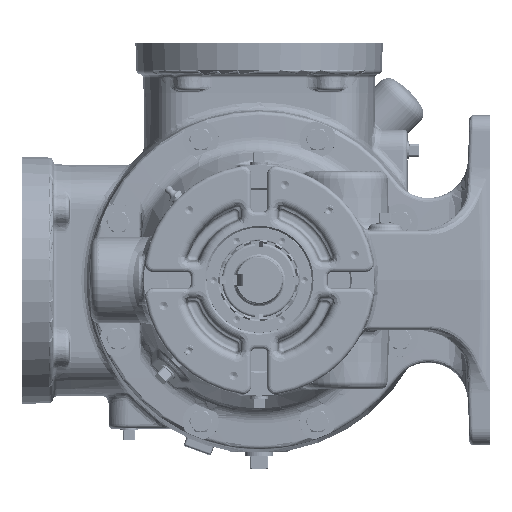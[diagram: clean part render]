
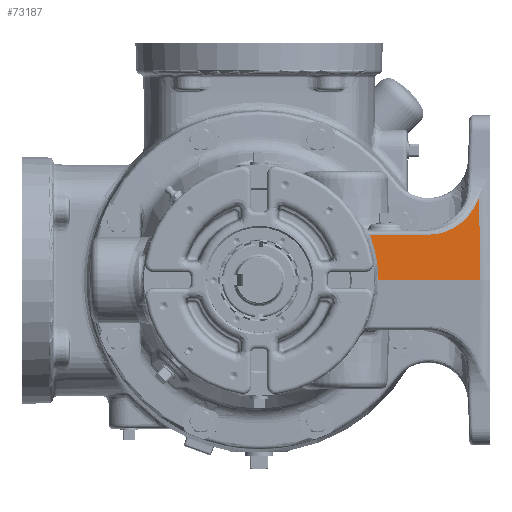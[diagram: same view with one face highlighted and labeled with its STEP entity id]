
A CAD part, left-side view. The second image highlights one B-rep face of the part: STEP entity #73187.
In plain terms, the highlighted planar face has unit normal (-0.642, -0.766, 0.035).
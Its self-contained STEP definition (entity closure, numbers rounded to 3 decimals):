
#7791 = VERTEX_POINT ( 'NONE', #258539 ) ;
#9943 = EDGE_CURVE ( 'NONE', #234418, #233987, #246191, .T. ) ;
#20022 = LINE ( 'NONE', #115620, #286569 ) ;
#20510 = EDGE_CURVE ( 'NONE', #88614, #234418, #20022, .T. ) ;
#25541 = ORIENTED_EDGE ( 'NONE', *, *, #230689, .T. ) ;
#42506 =( BOUNDED_CURVE ( )  B_SPLINE_CURVE ( 3, ( #223822, #203428, #104748, #107835 ),
 .UNSPECIFIED., .F., .F. ) 
 B_SPLINE_CURVE_WITH_KNOTS ( ( 4, 4 ),
 ( 2.829, 3.183 ),
 .UNSPECIFIED. ) 
 CURVE ( )  GEOMETRIC_REPRESENTATION_ITEM ( )  RATIONAL_B_SPLINE_CURVE ( ( 1., 0.99, 0.99, 1. ) ) 
 REPRESENTATION_ITEM ( '' )  );
#43469 = EDGE_LOOP ( 'NONE', ( #25541, #272296, #54293, #156408, #265709 ) ) ;
#54293 = ORIENTED_EDGE ( 'NONE', *, *, #20510, .T. ) ;
#67024 = DIRECTION ( 'NONE',  ( 0.766, -0.643, 0. ) ) ;
#73187 = ADVANCED_FACE ( 'Defeatured_0_3612', ( #139417 ), #234939, .T. ) ;
#84474 = EDGE_CURVE ( 'NONE', #7791, #88614, #42506, .T. ) ;
#88614 = VERTEX_POINT ( 'NONE', #109758 ) ;
#92401 = CARTESIAN_POINT ( 'NONE',  ( -136.924, -183.017, 0. ) ) ;
#100146 = AXIS2_PLACEMENT_3D ( 'NONE', #92401, #187992, #281992 ) ;
#103612 = CARTESIAN_POINT ( 'NONE',  ( -197.121, -130.903, 35.158 ) ) ;
#104748 = CARTESIAN_POINT ( 'NONE',  ( -244.95, -91.824, 12.04 ) ) ;
#105122 = CARTESIAN_POINT ( 'NONE',  ( -148.925, -168.971, 87.223 ) ) ;
#107835 = CARTESIAN_POINT ( 'NONE',  ( -245.542, -91.876, 0. ) ) ;
#109758 = CARTESIAN_POINT ( 'NONE',  ( -245.542, -91.876, 0. ) ) ;
#115620 = CARTESIAN_POINT ( 'NONE',  ( -136.924, -183.017, 0. ) ) ;
#123830 = VECTOR ( 'NONE', #296282, 1000. ) ;
#134878 = VECTOR ( 'NONE', #141307, 1000. ) ;
#138745 = EDGE_CURVE ( 'NONE', #233987, #185006, #206350, .T. ) ;
#139417 = FACE_OUTER_BOUND ( 'NONE', #43469, .T. ) ;
#141307 = DIRECTION ( 'NONE',  ( -0.766, 0.643, 0. ) ) ;
#147044 = CARTESIAN_POINT ( 'NONE',  ( -151.971, -170.391, 0. ) ) ;
#156408 = ORIENTED_EDGE ( 'NONE', *, *, #9943, .T. ) ;
#164820 = LINE ( 'NONE', #235279, #134878 ) ;
#185006 = VERTEX_POINT ( 'NONE', #212162 ) ;
#187992 = DIRECTION ( 'NONE',  ( -0.642, -0.766, 0.035 ) ) ;
#196110 = CARTESIAN_POINT ( 'NONE',  ( -159.408, -162.074, 45.545 ) ) ;
#199192 = CARTESIAN_POINT ( 'NONE',  ( -149.757, -169.359, 63.389 ) ) ;
#203428 = CARTESIAN_POINT ( 'NONE',  ( -246.892, -89.654, 23.882 ) ) ;
#206350 =( BOUNDED_CURVE ( )  B_SPLINE_CURVE ( 3, ( #199192, #196110, #271289, #103612 ),
 .UNSPECIFIED., .F., .T. ) 
 B_SPLINE_CURVE_WITH_KNOTS ( ( 4, 4 ),
 ( 3.583, 4.658 ),
 .UNSPECIFIED. ) 
 CURVE ( )  GEOMETRIC_REPRESENTATION_ITEM ( )  RATIONAL_B_SPLINE_CURVE ( ( 1., 0.906, 0.906, 1. ) ) 
 REPRESENTATION_ITEM ( '' )  );
#212162 = CARTESIAN_POINT ( 'NONE',  ( -197.121, -130.903, 35.158 ) ) ;
#223822 = CARTESIAN_POINT ( 'NONE',  ( -251.307, -85.435, 35.158 ) ) ;
#230689 = EDGE_CURVE ( 'NONE', #185006, #7791, #164820, .T. ) ;
#233987 = VERTEX_POINT ( 'NONE', #304201 ) ;
#234418 = VERTEX_POINT ( 'NONE', #147044 ) ;
#234939 = PLANE ( 'NONE',  #100146 ) ;
#235279 = CARTESIAN_POINT ( 'NONE',  ( -136.135, -182.077, 35.158 ) ) ;
#246191 = LINE ( 'NONE', #105122, #123830 ) ;
#258539 = CARTESIAN_POINT ( 'NONE',  ( -251.307, -85.435, 35.158 ) ) ;
#265709 = ORIENTED_EDGE ( 'NONE', *, *, #138745, .T. ) ;
#271289 = CARTESIAN_POINT ( 'NONE',  ( -176.835, -147.926, 35.158 ) ) ;
#272296 = ORIENTED_EDGE ( 'NONE', *, *, #84474, .T. ) ;
#281992 = DIRECTION ( 'NONE',  ( 0.766, -0.643, 0. ) ) ;
#286569 = VECTOR ( 'NONE', #67024, 1000. ) ;
#296282 = DIRECTION ( 'NONE',  ( 0.035, 0.016, 0.999 ) ) ;
#304201 = CARTESIAN_POINT ( 'NONE',  ( -149.757, -169.359, 63.389 ) ) ;
